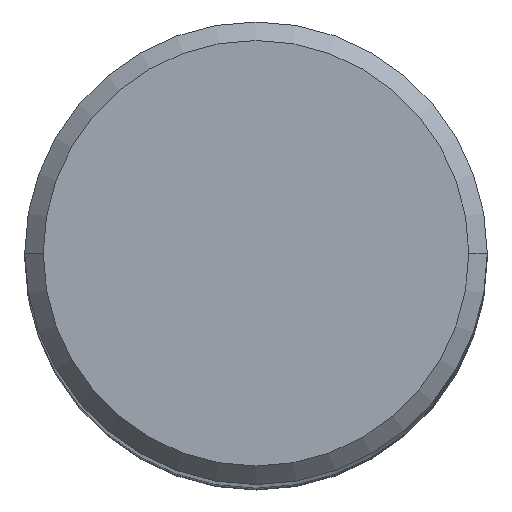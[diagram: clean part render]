
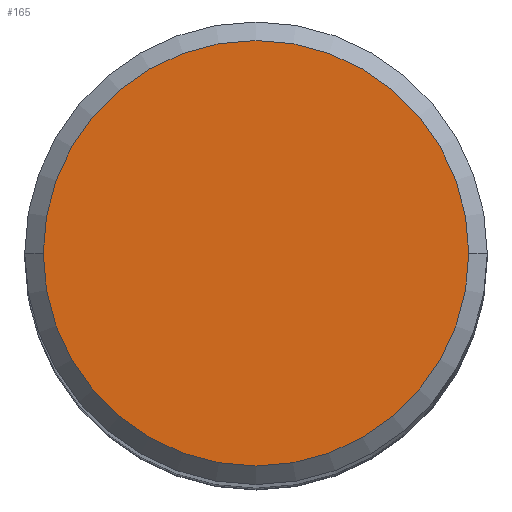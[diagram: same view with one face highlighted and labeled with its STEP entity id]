
A CAD part, top view. The second image highlights one B-rep face of the part: STEP entity #165.
In plain terms, the highlighted planar face has unit normal (0, 0, 1).
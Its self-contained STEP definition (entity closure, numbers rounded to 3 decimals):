
#30=PLANE('',#1120);
#165=ADVANCED_FACE('',(#226),#30,.F.);
#226=FACE_OUTER_BOUND('',#282,.T.);
#282=EDGE_LOOP('',(#475,#476,#477,#478));
#475=ORIENTED_EDGE('',*,*,#689,.F.);
#476=ORIENTED_EDGE('',*,*,#688,.F.);
#477=ORIENTED_EDGE('',*,*,#690,.F.);
#478=ORIENTED_EDGE('',*,*,#691,.F.);
#579=VERTEX_POINT('',#2914);
#580=VERTEX_POINT('',#2916);
#581=VERTEX_POINT('',#2918);
#582=VERTEX_POINT('',#2922);
#688=EDGE_CURVE('',#580,#581,#833,.T.);
#689=EDGE_CURVE('',#581,#579,#834,.T.);
#690=EDGE_CURVE('',#582,#580,#835,.T.);
#691=EDGE_CURVE('',#579,#582,#836,.T.);
#833=CIRCLE('',#1115,11.5);
#834=CIRCLE('',#1116,11.5);
#835=CIRCLE('',#1118,11.5);
#836=CIRCLE('',#1119,11.5);
#1115=AXIS2_PLACEMENT_3D('',#2917,#1363,#1364);
#1116=AXIS2_PLACEMENT_3D('',#2919,#1365,#1366);
#1118=AXIS2_PLACEMENT_3D('',#2921,#1369,#1370);
#1119=AXIS2_PLACEMENT_3D('',#2923,#1371,#1372);
#1120=AXIS2_PLACEMENT_3D('',#2924,#1373,#1374);
#1363=DIRECTION('',(0.,0.,-1.));
#1364=DIRECTION('',(-1.,0.,0.));
#1365=DIRECTION('',(0.,0.,-1.));
#1366=DIRECTION('',(0.,1.,0.));
#1369=DIRECTION('',(0.,0.,-1.));
#1370=DIRECTION('',(0.,-1.,0.));
#1371=DIRECTION('',(0.,0.,-1.));
#1372=DIRECTION('',(1.,0.,0.));
#1373=DIRECTION('',(0.,0.,-1.));
#1374=DIRECTION('',(-1.,0.,0.));
#2914=CARTESIAN_POINT('',(11.5,0.,0.));
#2916=CARTESIAN_POINT('',(-11.5,0.,0.));
#2917=CARTESIAN_POINT('',(0.,0.,0.));
#2918=CARTESIAN_POINT('',(0.,11.5,0.));
#2919=CARTESIAN_POINT('',(0.,0.,0.));
#2921=CARTESIAN_POINT('',(0.,0.,0.));
#2922=CARTESIAN_POINT('',(0.,-11.5,0.));
#2923=CARTESIAN_POINT('',(0.,0.,0.));
#2924=CARTESIAN_POINT('',(0.,0.,0.));
